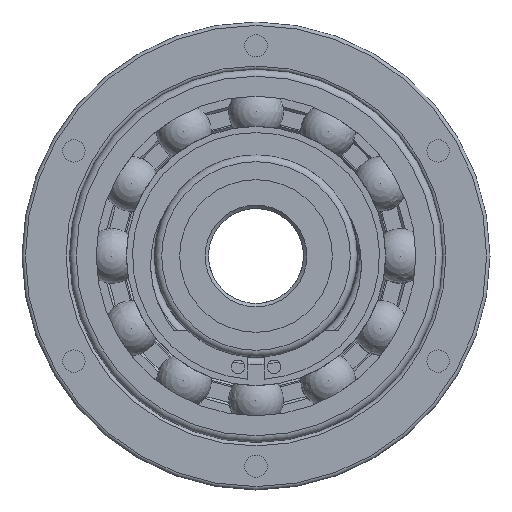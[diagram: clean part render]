
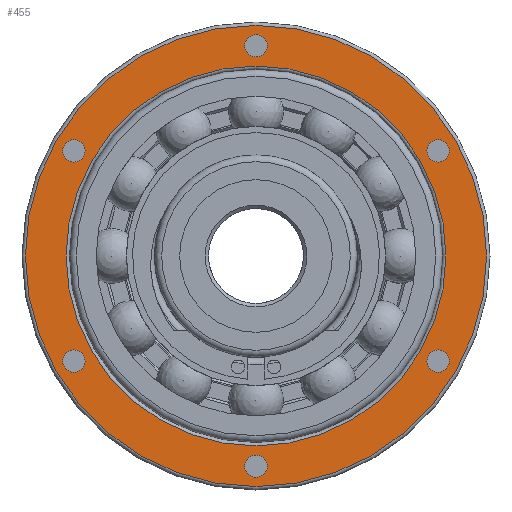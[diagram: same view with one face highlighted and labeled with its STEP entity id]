
A CAD part, left-side view. The second image highlights one B-rep face of the part: STEP entity #455.
In plain terms, the highlighted planar face has unit normal (-1, 0, 0).
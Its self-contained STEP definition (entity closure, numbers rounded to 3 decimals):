
#455 = ADVANCED_FACE( '', ( #1074, #1075, #1076, #1077, #1078, #1079, #1080, #1081 ), #1082, .T. );
#1074 = FACE_OUTER_BOUND( '', #1874, .T. );
#1075 = FACE_BOUND( '', #1875, .T. );
#1076 = FACE_BOUND( '', #1876, .T. );
#1077 = FACE_BOUND( '', #1877, .T. );
#1078 = FACE_BOUND( '', #1878, .T. );
#1079 = FACE_BOUND( '', #1879, .T. );
#1080 = FACE_BOUND( '', #1880, .T. );
#1081 = FACE_BOUND( '', #1881, .T. );
#1082 = PLANE( '', #1882 );
#1874 = EDGE_LOOP( '', ( #3258 ) );
#1875 = EDGE_LOOP( '', ( #3259 ) );
#1876 = EDGE_LOOP( '', ( #3260 ) );
#1877 = EDGE_LOOP( '', ( #3261 ) );
#1878 = EDGE_LOOP( '', ( #3262 ) );
#1879 = EDGE_LOOP( '', ( #3263 ) );
#1880 = EDGE_LOOP( '', ( #3264 ) );
#1881 = EDGE_LOOP( '', ( #3265 ) );
#1882 = AXIS2_PLACEMENT_3D( '', #3266, #3267, #3268 );
#3258 = ORIENTED_EDGE( '', *, *, #4818, .T. );
#3259 = ORIENTED_EDGE( '', *, *, #4359, .T. );
#3260 = ORIENTED_EDGE( '', *, *, #4313, .T. );
#3261 = ORIENTED_EDGE( '', *, *, #4628, .T. );
#3262 = ORIENTED_EDGE( '', *, *, #4471, .T. );
#3263 = ORIENTED_EDGE( '', *, *, #4316, .T. );
#3264 = ORIENTED_EDGE( '', *, *, #4819, .T. );
#3265 = ORIENTED_EDGE( '', *, *, #4820, .F. );
#3266 = CARTESIAN_POINT( '', ( 4.5, 0., 28. ) );
#3267 = DIRECTION( '', ( -1., 0., 0. ) );
#3268 = DIRECTION( '', ( 0., 0., 1. ) );
#4313 = EDGE_CURVE( '', #5100, #5100, #5101, .T. );
#4316 = EDGE_CURVE( '', #5105, #5105, #5106, .T. );
#4359 = EDGE_CURVE( '', #5183, #5183, #5184, .T. );
#4471 = EDGE_CURVE( '', #5383, #5383, #5384, .T. );
#4628 = EDGE_CURVE( '', #5652, #5652, #5653, .T. );
#4818 = EDGE_CURVE( '', #5925, #5925, #5926, .T. );
#4819 = EDGE_CURVE( '', #5927, #5927, #5928, .T. );
#4820 = EDGE_CURVE( '', #5929, #5929, #5930, .T. );
#5100 = VERTEX_POINT( '', #6264 );
#5101 = CIRCLE( '', #6265, 1.65 );
#5105 = VERTEX_POINT( '', #6269 );
#5106 = CIRCLE( '', #6270, 1.65 );
#5183 = VERTEX_POINT( '', #6418 );
#5184 = CIRCLE( '', #6419, 1.65 );
#5383 = VERTEX_POINT( '', #6903 );
#5384 = CIRCLE( '', #6904, 1.65 );
#5652 = VERTEX_POINT( '', #7733 );
#5653 = CIRCLE( '', #7734, 1.65 );
#5925 = VERTEX_POINT( '', #8457 );
#5926 = CIRCLE( '', #8458, 34. );
#5927 = VERTEX_POINT( '', #8459 );
#5928 = CIRCLE( '', #8460, 1.65 );
#5929 = VERTEX_POINT( '', #8461 );
#5930 = CIRCLE( '', #8462, 28. );
#6264 = CARTESIAN_POINT( '', ( 4.5, 28.276, -16.325 ) );
#6265 = AXIS2_PLACEMENT_3D( '', #9244, #9245, #9246 );
#6269 = CARTESIAN_POINT( '', ( 4.5, -28.276, 16.325 ) );
#6270 = AXIS2_PLACEMENT_3D( '', #9250, #9251, #9252 );
#6418 = CARTESIAN_POINT( '', ( 4.5, 28.276, 16.325 ) );
#6419 = AXIS2_PLACEMENT_3D( '', #9305, #9306, #9307 );
#6903 = CARTESIAN_POINT( '', ( 4.5, -28.276, -16.325 ) );
#6904 = AXIS2_PLACEMENT_3D( '', #9483, #9484, #9485 );
#7733 = CARTESIAN_POINT( '', ( 4.5, 0., -32.65 ) );
#7734 = AXIS2_PLACEMENT_3D( '', #9685, #9686, #9687 );
#8457 = CARTESIAN_POINT( '', ( 4.5, 0., 34. ) );
#8458 = AXIS2_PLACEMENT_3D( '', #9909, #9910, #9911 );
#8459 = CARTESIAN_POINT( '', ( 4.5, 0., 32.65 ) );
#8460 = AXIS2_PLACEMENT_3D( '', #9912, #9913, #9914 );
#8461 = CARTESIAN_POINT( '', ( 4.5, 0., 28. ) );
#8462 = AXIS2_PLACEMENT_3D( '', #9915, #9916, #9917 );
#9244 = CARTESIAN_POINT( '', ( 4.5, 26.847, -15.5 ) );
#9245 = DIRECTION( '', ( 1., 0., 0. ) );
#9246 = DIRECTION( '', ( 0., 0.866, -0.5 ) );
#9250 = CARTESIAN_POINT( '', ( 4.5, -26.847, 15.5 ) );
#9251 = DIRECTION( '', ( 1., 0., 0. ) );
#9252 = DIRECTION( '', ( 0., -0.866, 0.5 ) );
#9305 = CARTESIAN_POINT( '', ( 4.5, 26.847, 15.5 ) );
#9306 = DIRECTION( '', ( 1., 0., 0. ) );
#9307 = DIRECTION( '', ( 0., 0.866, 0.5 ) );
#9483 = CARTESIAN_POINT( '', ( 4.5, -26.847, -15.5 ) );
#9484 = DIRECTION( '', ( 1., 0., 0. ) );
#9485 = DIRECTION( '', ( 0., -0.866, -0.5 ) );
#9685 = CARTESIAN_POINT( '', ( 4.5, 0., -31. ) );
#9686 = DIRECTION( '', ( 1., 0., 0. ) );
#9687 = DIRECTION( '', ( 0., 0., -1. ) );
#9909 = CARTESIAN_POINT( '', ( 4.5, 0., 0. ) );
#9910 = DIRECTION( '', ( -1., 0., 0. ) );
#9911 = DIRECTION( '', ( 0., 0., 1. ) );
#9912 = CARTESIAN_POINT( '', ( 4.5, 0., 31. ) );
#9913 = DIRECTION( '', ( 1., 0., 0. ) );
#9914 = DIRECTION( '', ( 0., 0., 1. ) );
#9915 = CARTESIAN_POINT( '', ( 4.5, 0., 0. ) );
#9916 = DIRECTION( '', ( -1., 0., 0. ) );
#9917 = DIRECTION( '', ( 0., 0., 1. ) );
